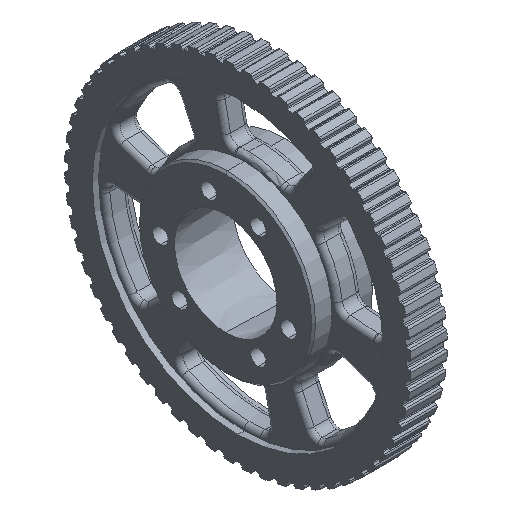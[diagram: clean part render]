
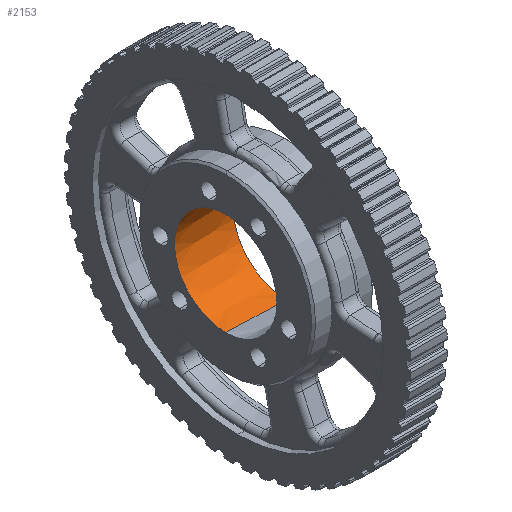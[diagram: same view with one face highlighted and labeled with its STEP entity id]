
A CAD part, isometric view. The second image highlights one B-rep face of the part: STEP entity #2153.
In plain terms, the highlighted conical face has half-angle 1.73 degrees and reference radius 27.756 mm.
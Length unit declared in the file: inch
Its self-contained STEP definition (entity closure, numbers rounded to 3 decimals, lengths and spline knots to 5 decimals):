
#1748 = CARTESIAN_POINT ( 'NONE',  ( 0., 0., 1.09275 ) ) ;
#2153 = ADVANCED_FACE ( 'NONE', ( #16635 ), #15501, .F. ) ;
#2948 = AXIS2_PLACEMENT_3D ( 'NONE', #18961, #7770, #20842 ) ;
#3229 = DIRECTION ( 'NONE',  ( 1., 0., 0. ) ) ;
#3431 = CARTESIAN_POINT ( 'NONE',  ( 0., 0., 0. ) ) ;
#3461 = LINE ( 'NONE', #1748, #7824 ) ;
#3813 = VERTEX_POINT ( 'NONE', #8324 ) ;
#4806 = CARTESIAN_POINT ( 'NONE',  ( 0., 0., 0. ) ) ;
#5295 = DIRECTION ( 'NONE',  ( 0., 0., -1. ) ) ;
#5372 = ORIENTED_EDGE ( 'NONE', *, *, #13556, .F. ) ;
#7383 = DIRECTION ( 'NONE',  ( 1., 0., 0.03 ) ) ;
#7478 = ORIENTED_EDGE ( 'NONE', *, *, #12223, .T. ) ;
#7770 = DIRECTION ( 'NONE',  ( 1., 0., 0. ) ) ;
#7824 = VECTOR ( 'NONE', #7383, 39.37008 ) ;
#8324 = CARTESIAN_POINT ( 'NONE',  ( -1.25, 0., -1.055 ) ) ;
#9324 = LINE ( 'NONE', #17534, #18703 ) ;
#9384 = VERTEX_POINT ( 'NONE', #21225 ) ;
#10122 = AXIS2_PLACEMENT_3D ( 'NONE', #4806, #3229, #14418 ) ;
#10312 = CARTESIAN_POINT ( 'NONE',  ( 0., 0., -1.09275 ) ) ;
#11464 = VERTEX_POINT ( 'NONE', #10312 ) ;
#11865 = EDGE_CURVE ( 'NONE', #3813, #9384, #19455, .T. ) ;
#12223 = EDGE_CURVE ( 'NONE', #11464, #12986, #21200, .T. ) ;
#12986 = VERTEX_POINT ( 'NONE', #13115 ) ;
#13115 = CARTESIAN_POINT ( 'NONE',  ( 0., 0., 1.09275 ) ) ;
#13556 = EDGE_CURVE ( 'NONE', #9384, #12986, #3461, .T. ) ;
#13934 = ORIENTED_EDGE ( 'NONE', *, *, #23143, .T. ) ;
#14418 = DIRECTION ( 'NONE',  ( 0., 0., -1. ) ) ;
#15501 = CONICAL_SURFACE ( 'NONE', #10122, 1.09275, 0.03 ) ;
#16485 = DIRECTION ( 'NONE',  ( 1., 0., 0. ) ) ;
#16635 = FACE_OUTER_BOUND ( 'NONE', #19005, .T. ) ;
#17534 = CARTESIAN_POINT ( 'NONE',  ( 0., 0., -1.09275 ) ) ;
#18703 = VECTOR ( 'NONE', #19407, 39.37008 ) ;
#18961 = CARTESIAN_POINT ( 'NONE',  ( -1.25, 0., 0. ) ) ;
#19005 = EDGE_LOOP ( 'NONE', ( #5372, #24017, #13934, #7478 ) ) ;
#19407 = DIRECTION ( 'NONE',  ( 1., 0., -0.03 ) ) ;
#19455 = CIRCLE ( 'NONE', #2948, 1.055 ) ;
#20842 = DIRECTION ( 'NONE',  ( 0., 0., -1. ) ) ;
#21200 = CIRCLE ( 'NONE', #21272, 1.09275 ) ;
#21225 = CARTESIAN_POINT ( 'NONE',  ( -1.25, 0., 1.055 ) ) ;
#21272 = AXIS2_PLACEMENT_3D ( 'NONE', #3431, #16485, #5295 ) ;
#23143 = EDGE_CURVE ( 'NONE', #3813, #11464, #9324, .T. ) ;
#24017 = ORIENTED_EDGE ( 'NONE', *, *, #11865, .F. ) ;
